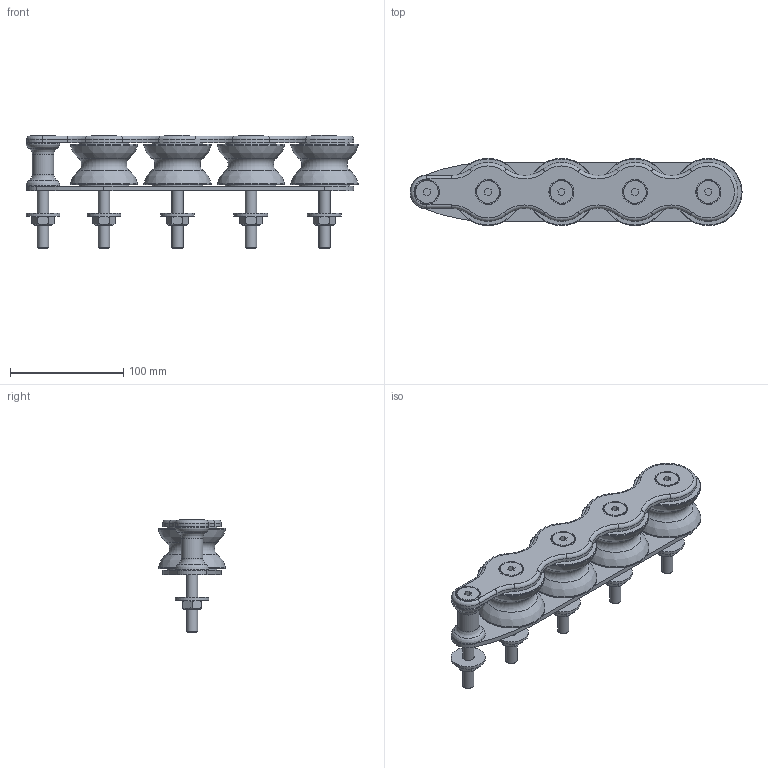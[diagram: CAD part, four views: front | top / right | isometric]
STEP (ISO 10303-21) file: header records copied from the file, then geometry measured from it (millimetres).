
FILE_DESCRIPTION(/* description */ (''),/* implementation_level */ '2;1');
FILE_NAME(/* name */ 'T640.stp',/* time_stamp */ '2016-04-04T11:07:14+02:00',/* author */ ('Nicola'),/* organization */ (''),/* preprocessor_version */ 'ST-DEVELOPER v16.1',/* originating_system */ 'Autodesk Inventor 2016',/* authorisation */ '');
FILE_SCHEMA (('AUTOMOTIVE_DESIGN { 1 0 10303 214 3 1 1 }'));
Length unit declared in the file: millimetre
Products named in the file (1): T640
Bounding box: 293.75 x 59.5 x 100 mm (x, y, z)
Volume: 484199.6 mm3; surface area: 103270.6 mm2
Topology: 1 solids, 5 shells, 285 faces, 625 edges, 407 vertices
Faces by surface type: plane 131, cylinder 81, torus 40, cone 25, bspline 8
Full cylindrical faces by diameter (mm): 10 x14, 10.2 x9, 10.5 x5, 19 x3, 20 x5, 29.9 x2, 30 x5, 45 x8, 59.5 x8
Entity records: 7208 total; most frequent: CARTESIAN_POINT 1492, DIRECTION 1238, ORIENTED_EDGE 972, AXIS2_PLACEMENT_3D 542, EDGE_CURVE 486, EDGE_LOOP 466, VERTEX_POINT 376, FACE_OUTER_BOUND 285
